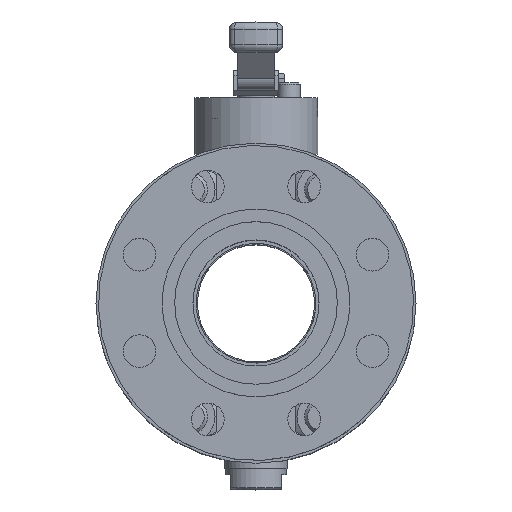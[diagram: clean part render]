
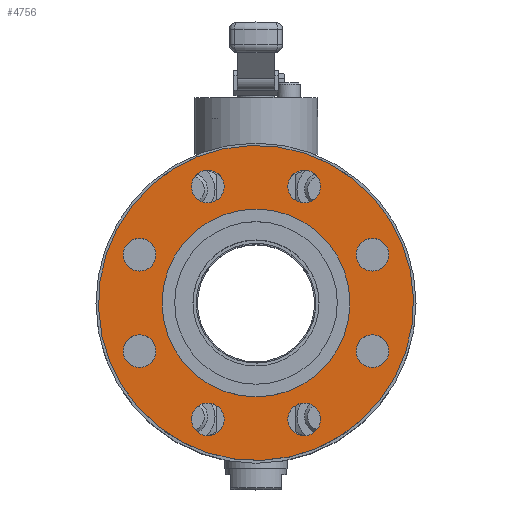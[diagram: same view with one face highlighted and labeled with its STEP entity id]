
A CAD part, top view. The second image highlights one B-rep face of the part: STEP entity #4756.
In plain terms, the highlighted face is planar.
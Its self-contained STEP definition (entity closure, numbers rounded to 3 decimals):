
#4756=ADVANCED_FACE('',(#9958,#9960,#9962,#9964,#9966,#9968,#9970,#9972,#9974,#9976),
#9978,.T.);
#9958=FACE_BOUND('',#9959,.T.);
#9959=EDGE_LOOP('',(#12864));
#9960=FACE_BOUND('',#9961,.T.);
#9961=EDGE_LOOP('',(#12865));
#9962=FACE_BOUND('',#9963,.T.);
#9963=EDGE_LOOP('',(#12866));
#9964=FACE_BOUND('',#9965,.T.);
#9965=EDGE_LOOP('',(#12867));
#9966=FACE_BOUND('',#9967,.T.);
#9967=EDGE_LOOP('',(#12868));
#9968=FACE_BOUND('',#9969,.T.);
#9969=EDGE_LOOP('',(#12869));
#9970=FACE_BOUND('',#9971,.T.);
#9971=EDGE_LOOP('',(#12870));
#9972=FACE_BOUND('',#9973,.T.);
#9973=EDGE_LOOP('',(#12871));
#9974=FACE_BOUND('',#9975,.T.);
#9975=EDGE_LOOP('',(#12872));
#9976=FACE_BOUND('',#9977,.T.);
#9977=EDGE_LOOP('',(#12873));
#9978=PLANE('',#9979);
#9979=AXIS2_PLACEMENT_3D('',#9980,#9981,#9982);
#9980=CARTESIAN_POINT('',(0.,0.,216.));
#9981=DIRECTION('',(0.,0.,-1.));
#9982=DIRECTION('',(1.,0.,0.));
#12864=ORIENTED_EDGE('',*,*,#14112,.T.);
#12865=ORIENTED_EDGE('',*,*,#14113,.F.);
#12866=ORIENTED_EDGE('',*,*,#14114,.F.);
#12867=ORIENTED_EDGE('',*,*,#14115,.F.);
#12868=ORIENTED_EDGE('',*,*,#14116,.F.);
#12869=ORIENTED_EDGE('',*,*,#14117,.F.);
#12870=ORIENTED_EDGE('',*,*,#14118,.F.);
#12871=ORIENTED_EDGE('',*,*,#14119,.F.);
#12872=ORIENTED_EDGE('',*,*,#14120,.F.);
#12873=ORIENTED_EDGE('',*,*,#14156,.T.);
#14112=EDGE_CURVE('',#16070,#16070,#16071,.T.);
#14113=EDGE_CURVE('',#16072,#16072,#16073,.F.);
#14114=EDGE_CURVE('',#16074,#16074,#16075,.F.);
#14115=EDGE_CURVE('',#16076,#16076,#16077,.F.);
#14116=EDGE_CURVE('',#16078,#16078,#16079,.F.);
#14117=EDGE_CURVE('',#16080,#16080,#16081,.F.);
#14118=EDGE_CURVE('',#16082,#16082,#16083,.F.);
#14119=EDGE_CURVE('',#16084,#16084,#16085,.F.);
#14120=EDGE_CURVE('',#16086,#16086,#16087,.F.);
#14156=EDGE_CURVE('',#16152,#16152,#16153,.T.);
#16070=VERTEX_POINT('',#28418);
#16071=CIRCLE('',#28419,125.);
#16072=VERTEX_POINT('',#28423);
#16073=CIRCLE('',#28424,13.);
#16074=VERTEX_POINT('',#28428);
#16075=CIRCLE('',#28429,13.);
#16076=VERTEX_POINT('',#28433);
#16077=CIRCLE('',#28434,13.);
#16078=VERTEX_POINT('',#28438);
#16079=CIRCLE('',#28439,13.);
#16080=VERTEX_POINT('',#28443);
#16081=CIRCLE('',#28444,13.);
#16082=VERTEX_POINT('',#28448);
#16083=CIRCLE('',#28449,13.);
#16084=VERTEX_POINT('',#28453);
#16085=CIRCLE('',#28454,13.);
#16086=VERTEX_POINT('',#28458);
#16087=CIRCLE('',#28459,13.);
#16152=VERTEX_POINT('',#28648);
#16153=CIRCLE('',#28649,74.5);
#28418=CARTESIAN_POINT('',(26.224,-122.218,216.));
#28419=AXIS2_PLACEMENT_3D('',#28420,#28421,#28422);
#28420=CARTESIAN_POINT('',(0.,0.,216.));
#28421=DIRECTION('',(0.,0.,1.));
#28422=DIRECTION('',(0.21,-0.978,0.));
#28423=CARTESIAN_POINT('',(105.388,-38.268,216.));
#28424=AXIS2_PLACEMENT_3D('',#28425,#28426,#28427);
#28425=CARTESIAN_POINT('',(92.388,-38.268,216.));
#28426=DIRECTION('',(0.,0.,-1.));
#28427=DIRECTION('',(1.,0.,0.));
#28428=CARTESIAN_POINT('',(51.268,-92.388,216.));
#28429=AXIS2_PLACEMENT_3D('',#28430,#28431,#28432);
#28430=CARTESIAN_POINT('',(38.268,-92.388,216.));
#28431=DIRECTION('',(0.,0.,-1.));
#28432=DIRECTION('',(1.,0.,0.));
#28433=CARTESIAN_POINT('',(-25.268,-92.388,216.));
#28434=AXIS2_PLACEMENT_3D('',#28435,#28436,#28437);
#28435=CARTESIAN_POINT('',(-38.268,-92.388,216.));
#28436=DIRECTION('',(0.,0.,-1.));
#28437=DIRECTION('',(1.,0.,0.));
#28438=CARTESIAN_POINT('',(-79.388,-38.268,216.));
#28439=AXIS2_PLACEMENT_3D('',#28440,#28441,#28442);
#28440=CARTESIAN_POINT('',(-92.388,-38.268,216.));
#28441=DIRECTION('',(0.,0.,-1.));
#28442=DIRECTION('',(1.,0.,0.));
#28443=CARTESIAN_POINT('',(-79.388,38.268,216.));
#28444=AXIS2_PLACEMENT_3D('',#28445,#28446,#28447);
#28445=CARTESIAN_POINT('',(-92.388,38.268,216.));
#28446=DIRECTION('',(0.,0.,-1.));
#28447=DIRECTION('',(1.,0.,0.));
#28448=CARTESIAN_POINT('',(-25.268,92.388,216.));
#28449=AXIS2_PLACEMENT_3D('',#28450,#28451,#28452);
#28450=CARTESIAN_POINT('',(-38.268,92.388,216.));
#28451=DIRECTION('',(0.,0.,-1.));
#28452=DIRECTION('',(1.,0.,0.));
#28453=CARTESIAN_POINT('',(51.268,92.388,216.));
#28454=AXIS2_PLACEMENT_3D('',#28455,#28456,#28457);
#28455=CARTESIAN_POINT('',(38.268,92.388,216.));
#28456=DIRECTION('',(0.,0.,-1.));
#28457=DIRECTION('',(1.,0.,0.));
#28458=CARTESIAN_POINT('',(105.388,38.268,216.));
#28459=AXIS2_PLACEMENT_3D('',#28460,#28461,#28462);
#28460=CARTESIAN_POINT('',(92.388,38.268,216.));
#28461=DIRECTION('',(0.,0.,-1.));
#28462=DIRECTION('',(1.,0.,0.));
#28648=CARTESIAN_POINT('',(74.5,0.,216.));
#28649=AXIS2_PLACEMENT_3D('',#28650,#28651,#28652);
#28650=CARTESIAN_POINT('',(0.,0.,216.));
#28651=DIRECTION('',(0.,0.,-1.));
#28652=DIRECTION('',(1.,0.,0.));
